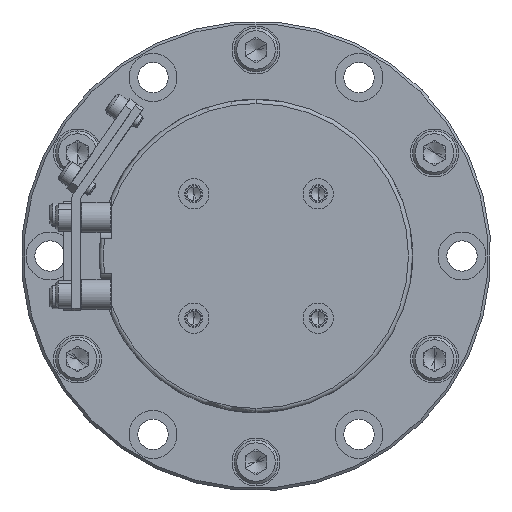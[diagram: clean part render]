
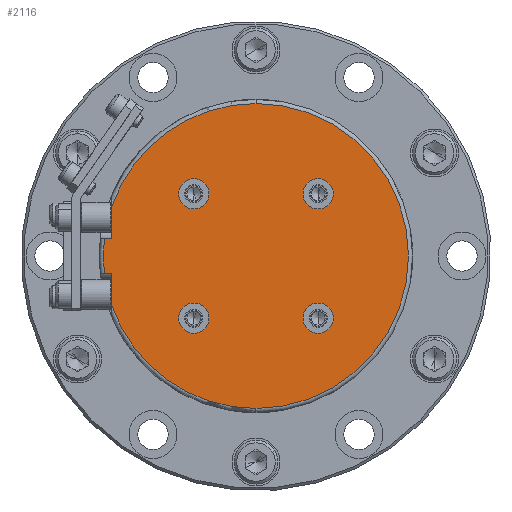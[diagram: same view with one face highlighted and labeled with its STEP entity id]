
A CAD part, left-side view. The second image highlights one B-rep face of the part: STEP entity #2116.
In plain terms, the highlighted planar face has unit normal (-1, 0, 0).
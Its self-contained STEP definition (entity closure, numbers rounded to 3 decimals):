
#49 = VERTEX_POINT ( 'NONE', #953 ) ;
#346 = DIRECTION ( 'NONE',  ( -1., 0., 0. ) ) ;
#460 = DIRECTION ( 'NONE',  ( 1., 0., 0. ) ) ;
#487 = DIRECTION ( 'NONE',  ( -1., 0., 0. ) ) ;
#574 = DIRECTION ( 'NONE',  ( -1., 0., 0. ) ) ;
#838 = ORIENTED_EDGE ( 'NONE', *, *, #1927, .F. ) ;
#948 = LINE ( 'NONE', #10617, #10225 ) ;
#953 = CARTESIAN_POINT ( 'NONE',  ( 0., 22.627, 28.127 ) ) ;
#983 = VERTEX_POINT ( 'NONE', #14536 ) ;
#1097 = VECTOR ( 'NONE', #6150, 1000. ) ;
#1107 = DIRECTION ( 'NONE',  ( 0., 0., 1. ) ) ;
#1169 = DIRECTION ( 'NONE',  ( -1., 0., 0. ) ) ;
#1378 = CARTESIAN_POINT ( 'NONE',  ( 0., 52.5, 18. ) ) ;
#1449 = FACE_BOUND ( 'NONE', #12438, .T. ) ;
#1688 = EDGE_CURVE ( 'NONE', #9398, #8685, #12232, .T. ) ;
#1823 = CARTESIAN_POINT ( 'NONE',  ( 0., 52.5, -6.5 ) ) ;
#1891 = EDGE_CURVE ( 'NONE', #4541, #2755, #11359, .T. ) ;
#1927 = EDGE_CURVE ( 'NONE', #3046, #10961, #3882, .T. ) ;
#2052 = CARTESIAN_POINT ( 'NONE',  ( 0., -22.627, 17.127 ) ) ;
#2110 = EDGE_CURVE ( 'NONE', #983, #4523, #15191, .T. ) ;
#2116 = ADVANCED_FACE ( 'NONE', ( #1449, #16522, #17200, #12084, #11635 ), #6620, .F. ) ;
#2178 = EDGE_CURVE ( 'NONE', #2755, #14786, #3939, .T. ) ;
#2755 = VERTEX_POINT ( 'NONE', #14101 ) ;
#2831 = CIRCLE ( 'NONE', #17037, 5.5 ) ;
#2919 = CIRCLE ( 'NONE', #5515, 5.5 ) ;
#3031 = DIRECTION ( 'NONE',  ( -1., 0., 0. ) ) ;
#3046 = VERTEX_POINT ( 'NONE', #5499 ) ;
#3104 = VERTEX_POINT ( 'NONE', #12449 ) ;
#3204 = CARTESIAN_POINT ( 'NONE',  ( 0., 22.627, -22.627 ) ) ;
#3280 = ORIENTED_EDGE ( 'NONE', *, *, #4526, .F. ) ;
#3709 = EDGE_CURVE ( 'NONE', #3104, #8685, #12501, .T. ) ;
#3882 = CIRCLE ( 'NONE', #16852, 5.5 ) ;
#3939 = CIRCLE ( 'NONE', #8799, 55.5 ) ;
#4006 = DIRECTION ( 'NONE',  ( -1., 0., 0. ) ) ;
#4116 = CARTESIAN_POINT ( 'NONE',  ( 0., 52.5, -6.5 ) ) ;
#4136 = ORIENTED_EDGE ( 'NONE', *, *, #2110, .F. ) ;
#4251 = CARTESIAN_POINT ( 'NONE',  ( 0., 0., 0. ) ) ;
#4422 = EDGE_LOOP ( 'NONE', ( #4136, #9319 ) ) ;
#4523 = VERTEX_POINT ( 'NONE', #17042 ) ;
#4526 = EDGE_CURVE ( 'NONE', #11455, #12144, #13735, .T. ) ;
#4531 = VERTEX_POINT ( 'NONE', #14650 ) ;
#4541 = VERTEX_POINT ( 'NONE', #10570 ) ;
#4565 = CARTESIAN_POINT ( 'NONE',  ( 0., -22.627, 28.127 ) ) ;
#4746 = CARTESIAN_POINT ( 'NONE',  ( 0., 0., 0. ) ) ;
#4974 = ORIENTED_EDGE ( 'NONE', *, *, #5286, .F. ) ;
#5012 = DIRECTION ( 'NONE',  ( -1., 0., 0. ) ) ;
#5021 = CARTESIAN_POINT ( 'NONE',  ( 0., 0., 0. ) ) ;
#5286 = EDGE_CURVE ( 'NONE', #49, #4531, #5440, .T. ) ;
#5431 = EDGE_CURVE ( 'NONE', #10961, #3046, #2919, .T. ) ;
#5440 = CIRCLE ( 'NONE', #11614, 5.5 ) ;
#5499 = CARTESIAN_POINT ( 'NONE',  ( 0., 22.627, -28.127 ) ) ;
#5501 = CARTESIAN_POINT ( 'NONE',  ( 0., 22.627, -22.627 ) ) ;
#5515 = AXIS2_PLACEMENT_3D ( 'NONE', #5501, #574, #9264 ) ;
#5517 = ORIENTED_EDGE ( 'NONE', *, *, #13895, .F. ) ;
#5649 = DIRECTION ( 'NONE',  ( -1., 0., 0. ) ) ;
#5691 = ORIENTED_EDGE ( 'NONE', *, *, #2178, .T. ) ;
#5926 = VECTOR ( 'NONE', #15779, 1000. ) ;
#6068 = EDGE_LOOP ( 'NONE', ( #5517, #8871, #6802, #16587, #6384, #11174, #12284, #5691 ) ) ;
#6150 = DIRECTION ( 'NONE',  ( 0., 0., 1. ) ) ;
#6201 = DIRECTION ( 'NONE',  ( 0., 0., 1. ) ) ;
#6384 = ORIENTED_EDGE ( 'NONE', *, *, #18183, .F. ) ;
#6620 = PLANE ( 'NONE',  #14229 ) ;
#6802 = ORIENTED_EDGE ( 'NONE', *, *, #1688, .T. ) ;
#7179 = DIRECTION ( 'NONE',  ( 0., 0., 1. ) ) ;
#7188 = CARTESIAN_POINT ( 'NONE',  ( 0., 52.5, 6.5 ) ) ;
#7201 = EDGE_LOOP ( 'NONE', ( #13198, #838 ) ) ;
#7362 = CARTESIAN_POINT ( 'NONE',  ( 0., 52.5, 6.5 ) ) ;
#7433 = CIRCLE ( 'NONE', #15261, 5.5 ) ;
#7503 = DIRECTION ( 'NONE',  ( 0., 0., 1. ) ) ;
#7766 = DIRECTION ( 'NONE',  ( 0., 0., 1. ) ) ;
#8124 = DIRECTION ( 'NONE',  ( -1., 0., 0. ) ) ;
#8175 = VERTEX_POINT ( 'NONE', #7362 ) ;
#8185 = AXIS2_PLACEMENT_3D ( 'NONE', #13529, #1169, #7503 ) ;
#8228 = CARTESIAN_POINT ( 'NONE',  ( 0., -22.627, 22.627 ) ) ;
#8261 = DIRECTION ( 'NONE',  ( 0., 0., 1. ) ) ;
#8316 = EDGE_CURVE ( 'NONE', #11173, #4541, #15208, .T. ) ;
#8685 = VERTEX_POINT ( 'NONE', #12796 ) ;
#8793 = DIRECTION ( 'NONE',  ( -1., 0., 0. ) ) ;
#8799 = AXIS2_PLACEMENT_3D ( 'NONE', #17728, #3031, #7766 ) ;
#8871 = ORIENTED_EDGE ( 'NONE', *, *, #14825, .T. ) ;
#9047 = CARTESIAN_POINT ( 'NONE',  ( 0., -22.627, -22.627 ) ) ;
#9122 = VECTOR ( 'NONE', #11625, 1000. ) ;
#9253 = CARTESIAN_POINT ( 'NONE',  ( 0., 22.627, 22.627 ) ) ;
#9264 = DIRECTION ( 'NONE',  ( 0., 0., 1. ) ) ;
#9319 = ORIENTED_EDGE ( 'NONE', *, *, #9466, .F. ) ;
#9398 = VERTEX_POINT ( 'NONE', #10321 ) ;
#9466 = EDGE_CURVE ( 'NONE', #4523, #983, #2831, .T. ) ;
#9675 = CARTESIAN_POINT ( 'NONE',  ( 0., 52.5, -18. ) ) ;
#10225 = VECTOR ( 'NONE', #12026, 1000. ) ;
#10321 = CARTESIAN_POINT ( 'NONE',  ( 0., 55.118, 6.5 ) ) ;
#10512 = DIRECTION ( 'NONE',  ( 0., 0., 1. ) ) ;
#10570 = CARTESIAN_POINT ( 'NONE',  ( 0., 0., -55.5 ) ) ;
#10617 = CARTESIAN_POINT ( 'NONE',  ( 0., 52.5, 6.5 ) ) ;
#10961 = VERTEX_POINT ( 'NONE', #14981 ) ;
#11173 = VERTEX_POINT ( 'NONE', #9675 ) ;
#11174 = ORIENTED_EDGE ( 'NONE', *, *, #8316, .T. ) ;
#11337 = AXIS2_PLACEMENT_3D ( 'NONE', #16361, #8793, #1107 ) ;
#11359 = CIRCLE ( 'NONE', #8185, 55.5 ) ;
#11455 = VERTEX_POINT ( 'NONE', #4565 ) ;
#11614 = AXIS2_PLACEMENT_3D ( 'NONE', #9253, #5012, #7179 ) ;
#11625 = DIRECTION ( 'NONE',  ( 0., 1., 0. ) ) ;
#11635 = FACE_OUTER_BOUND ( 'NONE', #6068, .T. ) ;
#11782 = DIRECTION ( 'NONE',  ( -1., 0., 0. ) ) ;
#12026 = DIRECTION ( 'NONE',  ( 0., 0., 1. ) ) ;
#12084 = FACE_BOUND ( 'NONE', #7201, .T. ) ;
#12144 = VERTEX_POINT ( 'NONE', #2052 ) ;
#12232 = CIRCLE ( 'NONE', #16470, 55.5 ) ;
#12284 = ORIENTED_EDGE ( 'NONE', *, *, #1891, .T. ) ;
#12438 = EDGE_LOOP ( 'NONE', ( #4974, #15509 ) ) ;
#12449 = CARTESIAN_POINT ( 'NONE',  ( 0., 52.5, -6.5 ) ) ;
#12501 = LINE ( 'NONE', #4116, #9122 ) ;
#12796 = CARTESIAN_POINT ( 'NONE',  ( 0., 55.118, -6.5 ) ) ;
#12845 = AXIS2_PLACEMENT_3D ( 'NONE', #8228, #11782, #18419 ) ;
#13198 = ORIENTED_EDGE ( 'NONE', *, *, #5431, .F. ) ;
#13447 = EDGE_CURVE ( 'NONE', #4531, #49, #16258, .T. ) ;
#13475 = DIRECTION ( 'NONE',  ( 0., 0., -1. ) ) ;
#13529 = CARTESIAN_POINT ( 'NONE',  ( 0., 0., 0. ) ) ;
#13735 = CIRCLE ( 'NONE', #12845, 5.5 ) ;
#13823 = LINE ( 'NONE', #7188, #5926 ) ;
#13895 = EDGE_CURVE ( 'NONE', #8175, #14786, #948, .T. ) ;
#14070 = ORIENTED_EDGE ( 'NONE', *, *, #17941, .F. ) ;
#14101 = CARTESIAN_POINT ( 'NONE',  ( 0., 0., 55.5 ) ) ;
#14229 = AXIS2_PLACEMENT_3D ( 'NONE', #4251, #460, #13475 ) ;
#14306 = CARTESIAN_POINT ( 'NONE',  ( 0., -22.627, 22.627 ) ) ;
#14536 = CARTESIAN_POINT ( 'NONE',  ( 0., -22.627, -17.127 ) ) ;
#14650 = CARTESIAN_POINT ( 'NONE',  ( 0., 22.627, 17.127 ) ) ;
#14786 = VERTEX_POINT ( 'NONE', #1378 ) ;
#14825 = EDGE_CURVE ( 'NONE', #8175, #9398, #13823, .T. ) ;
#14845 = DIRECTION ( 'NONE',  ( -1., 0., 0. ) ) ;
#14981 = CARTESIAN_POINT ( 'NONE',  ( 0., 22.627, -17.127 ) ) ;
#15181 = AXIS2_PLACEMENT_3D ( 'NONE', #16690, #8124, #18141 ) ;
#15191 = CIRCLE ( 'NONE', #11337, 5.5 ) ;
#15208 = CIRCLE ( 'NONE', #15268, 55.5 ) ;
#15261 = AXIS2_PLACEMENT_3D ( 'NONE', #14306, #5649, #15713 ) ;
#15268 = AXIS2_PLACEMENT_3D ( 'NONE', #4746, #14845, #6201 ) ;
#15509 = ORIENTED_EDGE ( 'NONE', *, *, #13447, .F. ) ;
#15713 = DIRECTION ( 'NONE',  ( 0., 0., 1. ) ) ;
#15779 = DIRECTION ( 'NONE',  ( 0., 1., 0. ) ) ;
#16258 = CIRCLE ( 'NONE', #15181, 5.5 ) ;
#16361 = CARTESIAN_POINT ( 'NONE',  ( 0., -22.627, -22.627 ) ) ;
#16394 = LINE ( 'NONE', #1823, #1097 ) ;
#16470 = AXIS2_PLACEMENT_3D ( 'NONE', #5021, #4006, #8261 ) ;
#16522 = FACE_BOUND ( 'NONE', #16885, .T. ) ;
#16587 = ORIENTED_EDGE ( 'NONE', *, *, #3709, .F. ) ;
#16690 = CARTESIAN_POINT ( 'NONE',  ( 0., 22.627, 22.627 ) ) ;
#16852 = AXIS2_PLACEMENT_3D ( 'NONE', #3204, #487, #18158 ) ;
#16885 = EDGE_LOOP ( 'NONE', ( #3280, #14070 ) ) ;
#17037 = AXIS2_PLACEMENT_3D ( 'NONE', #9047, #346, #10512 ) ;
#17042 = CARTESIAN_POINT ( 'NONE',  ( 0., -22.627, -28.127 ) ) ;
#17200 = FACE_BOUND ( 'NONE', #4422, .T. ) ;
#17728 = CARTESIAN_POINT ( 'NONE',  ( 0., 0., 0. ) ) ;
#17941 = EDGE_CURVE ( 'NONE', #12144, #11455, #7433, .T. ) ;
#18141 = DIRECTION ( 'NONE',  ( 0., 0., 1. ) ) ;
#18158 = DIRECTION ( 'NONE',  ( 0., 0., 1. ) ) ;
#18183 = EDGE_CURVE ( 'NONE', #11173, #3104, #16394, .T. ) ;
#18419 = DIRECTION ( 'NONE',  ( 0., 0., 1. ) ) ;
